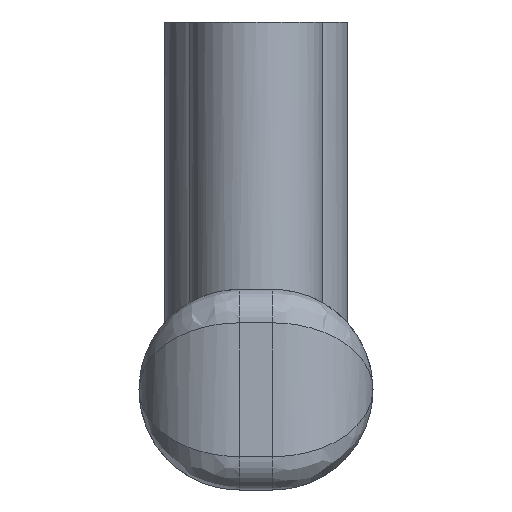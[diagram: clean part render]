
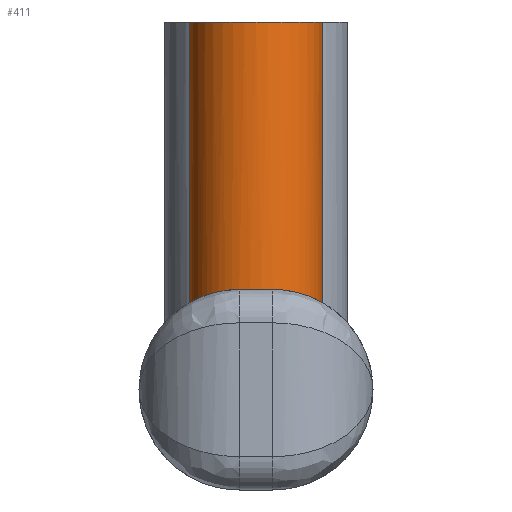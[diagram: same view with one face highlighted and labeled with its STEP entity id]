
A CAD part, left-side view. The second image highlights one B-rep face of the part: STEP entity #411.
In plain terms, the highlighted cylindrical face has radius 2 mm (diameter 4 mm), a full revolution.
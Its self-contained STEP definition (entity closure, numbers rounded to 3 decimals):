
#23=B_SPLINE_CURVE_WITH_KNOTS('',3,(#760,#761,#762,#763,#764,#765,#766,
#767,#768,#769,#770,#771,#772,#773,#774,#775,#776,#777,#778),
 .UNSPECIFIED.,.F.,.F.,(4,2,2,2,3,2,2,2,4),(1.022,1.048,
1.123,1.201,1.279,1.355,1.432,
1.509,1.536),.UNSPECIFIED.);
#26=B_SPLINE_CURVE_WITH_KNOTS('',3,(#992,#993,#994,#995,#996,#997,#998,
#999,#1000,#1001,#1002,#1003,#1004,#1005,#1006,#1007,#1008,#1009,#1010),
 .UNSPECIFIED.,.F.,.F.,(4,2,2,2,3,2,2,2,4),(1.022,1.049,
1.125,1.202,1.279,1.356,1.434,
1.509,1.536),.UNSPECIFIED.);
#48=LINE('',#1026,#70);
#70=VECTOR('',#604,2.);
#82=CYLINDRICAL_SURFACE('',#476,2.);
#109=FACE_OUTER_BOUND('',#137,.T.);
#137=EDGE_LOOP('',(#368,#369,#370,#371,#372,#373,#374,#375));
#159=CIRCLE('',#446,2.);
#167=CIRCLE('',#470,2.);
#168=CIRCLE('',#471,2.);
#170=CIRCLE('',#477,2.);
#181=VERTEX_POINT('',#757);
#182=VERTEX_POINT('',#759);
#188=VERTEX_POINT('',#811);
#199=VERTEX_POINT('',#990);
#200=VERTEX_POINT('',#1014);
#202=VERTEX_POINT('',#1024);
#220=EDGE_CURVE('',#182,#181,#23,.T.);
#230=EDGE_CURVE('',#188,#181,#159,.T.);
#253=EDGE_CURVE('',#188,#199,#26,.T.);
#255=EDGE_CURVE('',#182,#200,#167,.T.);
#256=EDGE_CURVE('',#200,#199,#168,.T.);
#259=EDGE_CURVE('',#202,#202,#170,.T.);
#260=EDGE_CURVE('',#202,#200,#48,.T.);
#368=ORIENTED_EDGE('',*,*,#259,.F.);
#369=ORIENTED_EDGE('',*,*,#260,.T.);
#370=ORIENTED_EDGE('',*,*,#255,.F.);
#371=ORIENTED_EDGE('',*,*,#220,.T.);
#372=ORIENTED_EDGE('',*,*,#230,.F.);
#373=ORIENTED_EDGE('',*,*,#253,.T.);
#374=ORIENTED_EDGE('',*,*,#256,.F.);
#375=ORIENTED_EDGE('',*,*,#260,.F.);
#411=ADVANCED_FACE('',(#109),#82,.T.);
#446=AXIS2_PLACEMENT_3D('',#813,#530,#531);
#470=AXIS2_PLACEMENT_3D('',#1015,#587,#588);
#471=AXIS2_PLACEMENT_3D('',#1016,#589,#590);
#476=AXIS2_PLACEMENT_3D('',#1023,#600,#601);
#477=AXIS2_PLACEMENT_3D('',#1025,#602,#603);
#530=DIRECTION('center_axis',(0.,0.,-1.));
#531=DIRECTION('ref_axis',(-1.,0.,0.));
#587=DIRECTION('center_axis',(0.,0.,-1.));
#588=DIRECTION('ref_axis',(-1.,0.,0.));
#589=DIRECTION('center_axis',(0.,0.,-1.));
#590=DIRECTION('ref_axis',(-1.,0.,0.));
#600=DIRECTION('center_axis',(0.,0.,1.));
#601=DIRECTION('ref_axis',(-1.,0.,0.));
#602=DIRECTION('center_axis',(0.,0.,1.));
#603=DIRECTION('ref_axis',(-1.,0.,0.));
#604=DIRECTION('',(0.,0.,-1.));
#757=CARTESIAN_POINT('',(2.064,4.,6.));
#759=CARTESIAN_POINT('',(5.936,4.,6.));
#760=CARTESIAN_POINT('Ctrl Pts',(5.936,4.,6.));
#761=CARTESIAN_POINT('Ctrl Pts',(5.914,4.088,6.));
#762=CARTESIAN_POINT('Ctrl Pts',(5.885,4.175,5.996));
#763=CARTESIAN_POINT('Ctrl Pts',(5.75,4.504,5.968));
#764=CARTESIAN_POINT('Ctrl Pts',(5.599,4.727,5.916));
#765=CARTESIAN_POINT('Ctrl Pts',(5.249,5.082,5.804));
#766=CARTESIAN_POINT('Ctrl Pts',(5.025,5.238,5.735));
#767=CARTESIAN_POINT('Ctrl Pts',(4.531,5.447,5.631));
#768=CARTESIAN_POINT('Ctrl Pts',(4.259,5.5,5.598));
#769=CARTESIAN_POINT('Ctrl Pts',(4.,5.5,5.598));
#770=CARTESIAN_POINT('Ctrl Pts',(3.744,5.5,5.598));
#771=CARTESIAN_POINT('Ctrl Pts',(3.475,5.448,5.63));
#772=CARTESIAN_POINT('Ctrl Pts',(2.985,5.243,5.733));
#773=CARTESIAN_POINT('Ctrl Pts',(2.762,5.091,5.801));
#774=CARTESIAN_POINT('Ctrl Pts',(2.41,4.738,5.914));
#775=CARTESIAN_POINT('Ctrl Pts',(2.256,4.514,5.966));
#776=CARTESIAN_POINT('Ctrl Pts',(2.117,4.181,5.996));
#777=CARTESIAN_POINT('Ctrl Pts',(2.087,4.091,6.));
#778=CARTESIAN_POINT('Ctrl Pts',(2.064,4.,6.));
#811=CARTESIAN_POINT('',(2.064,3.,6.));
#813=CARTESIAN_POINT('Origin',(4.,3.5,6.));
#990=CARTESIAN_POINT('',(5.936,3.,6.));
#992=CARTESIAN_POINT('Ctrl Pts',(2.064,3.,6.));
#993=CARTESIAN_POINT('Ctrl Pts',(2.087,2.909,6.));
#994=CARTESIAN_POINT('Ctrl Pts',(2.117,2.819,5.996));
#995=CARTESIAN_POINT('Ctrl Pts',(2.256,2.486,5.966));
#996=CARTESIAN_POINT('Ctrl Pts',(2.41,2.262,5.914));
#997=CARTESIAN_POINT('Ctrl Pts',(2.762,1.909,5.801));
#998=CARTESIAN_POINT('Ctrl Pts',(2.985,1.757,5.733));
#999=CARTESIAN_POINT('Ctrl Pts',(3.475,1.552,5.63));
#1000=CARTESIAN_POINT('Ctrl Pts',(3.744,1.5,5.598));
#1001=CARTESIAN_POINT('Ctrl Pts',(4.,1.5,5.598));
#1002=CARTESIAN_POINT('Ctrl Pts',(4.259,1.5,5.598));
#1003=CARTESIAN_POINT('Ctrl Pts',(4.531,1.553,5.631));
#1004=CARTESIAN_POINT('Ctrl Pts',(5.025,1.762,5.735));
#1005=CARTESIAN_POINT('Ctrl Pts',(5.249,1.918,5.804));
#1006=CARTESIAN_POINT('Ctrl Pts',(5.599,2.273,5.916));
#1007=CARTESIAN_POINT('Ctrl Pts',(5.75,2.496,5.968));
#1008=CARTESIAN_POINT('Ctrl Pts',(5.885,2.825,5.996));
#1009=CARTESIAN_POINT('Ctrl Pts',(5.914,2.912,6.));
#1010=CARTESIAN_POINT('Ctrl Pts',(5.936,3.,6.));
#1014=CARTESIAN_POINT('',(6.,3.5,6.));
#1015=CARTESIAN_POINT('Origin',(4.,3.5,6.));
#1016=CARTESIAN_POINT('Origin',(4.,3.5,6.));
#1023=CARTESIAN_POINT('Origin',(4.,3.5,6.));
#1024=CARTESIAN_POINT('',(6.,3.5,14.));
#1025=CARTESIAN_POINT('Origin',(4.,3.5,14.));
#1026=CARTESIAN_POINT('',(6.,3.5,6.));
